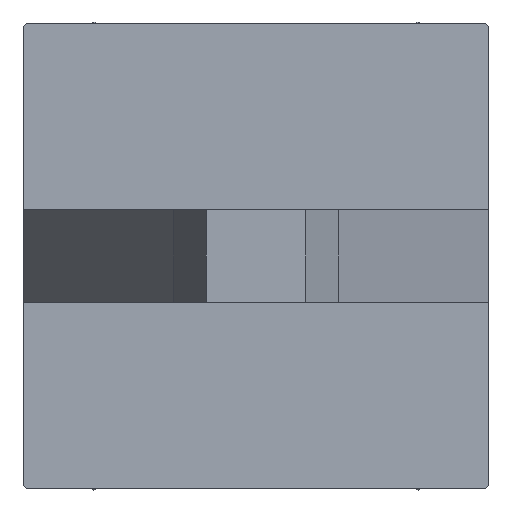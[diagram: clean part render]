
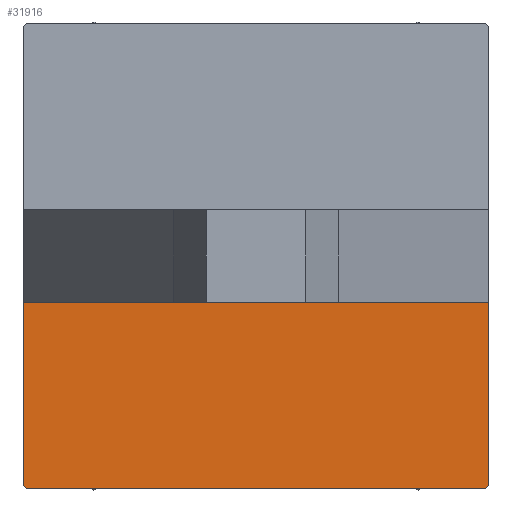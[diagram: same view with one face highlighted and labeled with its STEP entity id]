
A CAD part, left-side view. The second image highlights one B-rep face of the part: STEP entity #31916.
In plain terms, the highlighted planar face has unit normal (-1, 0, 0).
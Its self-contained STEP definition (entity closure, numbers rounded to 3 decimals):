
#215 = EDGE_CURVE ( 'NONE', #16779, #9938, #28124, .T. ) ;
#849 = CARTESIAN_POINT ( 'NONE',  ( 0., -37.5, 37.5 ) ) ;
#1075 = DIRECTION ( 'NONE',  ( -1., 0., 0. ) ) ;
#1537 = DIRECTION ( 'NONE',  ( 0., 0., 1. ) ) ;
#2556 = VERTEX_POINT ( 'NONE', #40687 ) ;
#2739 = VECTOR ( 'NONE', #17440, 1000. ) ;
#4380 = FACE_OUTER_BOUND ( 'NONE', #8887, .T. ) ;
#5215 = EDGE_CURVE ( 'NONE', #9875, #6411, #45851, .T. ) ;
#5855 = VECTOR ( 'NONE', #29052, 1000. ) ;
#5962 = CARTESIAN_POINT ( 'NONE',  ( 0., -7.5, 37.5 ) ) ;
#6411 = VERTEX_POINT ( 'NONE', #28877 ) ;
#6589 = CARTESIAN_POINT ( 'NONE',  ( 0., -7.5, 37.5 ) ) ;
#8887 = EDGE_LOOP ( 'NONE', ( #13253, #12417, #34115, #45873, #21417, #11883 ) ) ;
#9875 = VERTEX_POINT ( 'NONE', #5962 ) ;
#9938 = VERTEX_POINT ( 'NONE', #18396 ) ;
#11883 = ORIENTED_EDGE ( 'NONE', *, *, #215, .T. ) ;
#12417 = ORIENTED_EDGE ( 'NONE', *, *, #5215, .T. ) ;
#12639 = LINE ( 'NONE', #13563, #28930 ) ;
#13253 = ORIENTED_EDGE ( 'NONE', *, *, #13265, .F. ) ;
#13265 = EDGE_CURVE ( 'NONE', #9875, #9938, #12639, .T. ) ;
#13563 = CARTESIAN_POINT ( 'NONE',  ( 0., 37.5, 37.5 ) ) ;
#13569 = EDGE_CURVE ( 'NONE', #16779, #31817, #22487, .T. ) ;
#16779 = VERTEX_POINT ( 'NONE', #40731 ) ;
#16904 = EDGE_CURVE ( 'NONE', #6411, #2556, #35547, .T. ) ;
#17440 = DIRECTION ( 'NONE',  ( 0., -1., 0. ) ) ;
#18240 = CARTESIAN_POINT ( 'NONE',  ( 0., -37.25, -37.25 ) ) ;
#18396 = CARTESIAN_POINT ( 'NONE',  ( 0., -37., 37.5 ) ) ;
#18951 = DIRECTION ( 'NONE',  ( 0., 0., -1. ) ) ;
#20401 = DIRECTION ( 'NONE',  ( 0., -1., 0. ) ) ;
#21417 = ORIENTED_EDGE ( 'NONE', *, *, #13569, .F. ) ;
#22487 = LINE ( 'NONE', #849, #28185 ) ;
#24585 = AXIS2_PLACEMENT_3D ( 'NONE', #37056, #1075, #1537 ) ;
#25009 = VECTOR ( 'NONE', #27760, 1000. ) ;
#25018 = EDGE_CURVE ( 'NONE', #2556, #31817, #38939, .T. ) ;
#25182 = CARTESIAN_POINT ( 'NONE',  ( 0., 37.5, -37.5 ) ) ;
#27235 = CARTESIAN_POINT ( 'NONE',  ( 0., -37.5, -37. ) ) ;
#27760 = DIRECTION ( 'NONE',  ( 0., 0., -1. ) ) ;
#28124 = LINE ( 'NONE', #28824, #34383 ) ;
#28185 = VECTOR ( 'NONE', #18951, 1000. ) ;
#28824 = CARTESIAN_POINT ( 'NONE',  ( 0., -37.25, 37.25 ) ) ;
#28877 = CARTESIAN_POINT ( 'NONE',  ( 0., -7.5, -37.5 ) ) ;
#28930 = VECTOR ( 'NONE', #20401, 1000. ) ;
#29052 = DIRECTION ( 'NONE',  ( 0., -0.707, 0.707 ) ) ;
#31817 = VERTEX_POINT ( 'NONE', #27235 ) ;
#31916 = ADVANCED_FACE ( 'NONE', ( #4380 ), #37523, .T. ) ;
#32114 = DIRECTION ( 'NONE',  ( 0., 0.707, 0.707 ) ) ;
#34115 = ORIENTED_EDGE ( 'NONE', *, *, #16904, .T. ) ;
#34383 = VECTOR ( 'NONE', #32114, 1000. ) ;
#35547 = LINE ( 'NONE', #25182, #2739 ) ;
#37056 = CARTESIAN_POINT ( 'NONE',  ( 0., 0., 0. ) ) ;
#37523 = PLANE ( 'NONE',  #24585 ) ;
#38939 = LINE ( 'NONE', #18240, #5855 ) ;
#40687 = CARTESIAN_POINT ( 'NONE',  ( 0., -37., -37.5 ) ) ;
#40731 = CARTESIAN_POINT ( 'NONE',  ( 0., -37.5, 37. ) ) ;
#45851 = LINE ( 'NONE', #6589, #25009 ) ;
#45873 = ORIENTED_EDGE ( 'NONE', *, *, #25018, .T. ) ;
